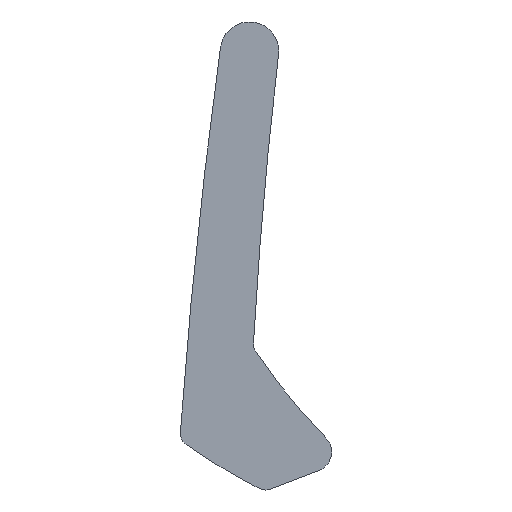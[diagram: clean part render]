
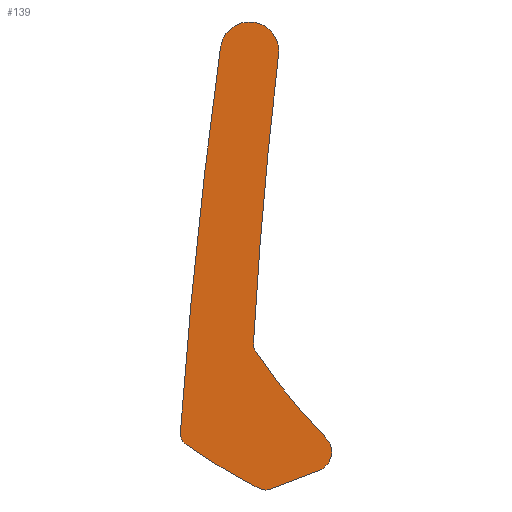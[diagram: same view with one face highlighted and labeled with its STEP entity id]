
A CAD part, left-side view. The second image highlights one B-rep face of the part: STEP entity #139.
In plain terms, the highlighted face is planar.
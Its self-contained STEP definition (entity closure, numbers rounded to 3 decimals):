
#1 = AXIS2_PLACEMENT_3D ( 'NONE', #233, #316, #193 ) ;
#11 = CARTESIAN_POINT ( 'NONE',  ( -198.3, 0., 6.501 ) ) ;
#15 = CARTESIAN_POINT ( 'NONE',  ( 18.539, 0., 2.499 ) ) ;
#19 = VERTEX_POINT ( 'NONE', #134 ) ;
#29 = EDGE_CURVE ( 'NONE', #94, #196, #259, .T. ) ;
#33 = CARTESIAN_POINT ( 'NONE',  ( -320., 0., 85. ) ) ;
#34 = AXIS2_PLACEMENT_3D ( 'NONE', #263, #522, #406 ) ;
#35 = CIRCLE ( 'NONE', #480, 300. ) ;
#38 = ORIENTED_EDGE ( 'NONE', *, *, #387, .F. ) ;
#41 = CIRCLE ( 'NONE', #175, 14.6 ) ;
#46 = VERTEX_POINT ( 'NONE', #15 ) ;
#52 = AXIS2_PLACEMENT_3D ( 'NONE', #33, #242, #283 ) ;
#53 = CIRCLE ( 'NONE', #415, 2400. ) ;
#72 = DIRECTION ( 'NONE',  ( 0., 0., 1. ) ) ;
#79 = EDGE_CURVE ( 'NONE', #196, #308, #108, .T. ) ;
#80 = DIRECTION ( 'NONE',  ( 0., 1., 0. ) ) ;
#91 = CARTESIAN_POINT ( 'NONE',  ( -9.901, 0., -42.482 ) ) ;
#94 = VERTEX_POINT ( 'NONE', #359 ) ;
#95 = CARTESIAN_POINT ( 'NONE',  ( -200., 0., -8. ) ) ;
#99 = CARTESIAN_POINT ( 'NONE',  ( -6.991, 0., 30.151 ) ) ;
#107 = CARTESIAN_POINT ( 'NONE',  ( -216.708, 0., 244.67 ) ) ;
#108 = CIRCLE ( 'NONE', #362, 3000. ) ;
#110 = ORIENTED_EDGE ( 'NONE', *, *, #309, .F. ) ;
#116 = FACE_OUTER_BOUND ( 'NONE', #288, .T. ) ;
#117 = ORIENTED_EDGE ( 'NONE', *, *, #312, .F. ) ;
#120 = DIRECTION ( 'NONE',  ( 0., 0., 1. ) ) ;
#121 = CIRCLE ( 'NONE', #425, 10. ) ;
#123 = DIRECTION ( 'NONE',  ( 0., 0., 1. ) ) ;
#125 = DIRECTION ( 'NONE',  ( 0., 0., 1. ) ) ;
#134 = CARTESIAN_POINT ( 'NONE',  ( 18.236, 0., -3.181 ) ) ;
#136 = CARTESIAN_POINT ( 'NONE',  ( -201.98, 0., -22.465 ) ) ;
#139 = ADVANCED_FACE ( 'NONE', ( #116 ), #455, .F. ) ;
#142 = VERTEX_POINT ( 'NONE', #388 ) ;
#147 = EDGE_CURVE ( 'NONE', #142, #250, #155, .T. ) ;
#153 = CIRCLE ( 'NONE', #274, 7. ) ;
#155 = CIRCLE ( 'NONE', #474, 7. ) ;
#160 = DIRECTION ( 'NONE',  ( 0., -1., 0. ) ) ;
#166 = ORIENTED_EDGE ( 'NONE', *, *, #147, .F. ) ;
#167 = DIRECTION ( 'NONE',  ( 0., 1., 0. ) ) ;
#175 = AXIS2_PLACEMENT_3D ( 'NONE', #95, #399, #214 ) ;
#176 = ORIENTED_EDGE ( 'NONE', *, *, #412, .F. ) ;
#179 = CARTESIAN_POINT ( 'NONE',  ( -249.004, 0., 133.138 ) ) ;
#187 = ORIENTED_EDGE ( 'NONE', *, *, #202, .F. ) ;
#193 = DIRECTION ( 'NONE',  ( 0., 0., 1. ) ) ;
#194 = DIRECTION ( 'NONE',  ( 0., 1., 0. ) ) ;
#196 = VERTEX_POINT ( 'NONE', #91 ) ;
#202 = EDGE_CURVE ( 'NONE', #479, #142, #53, .T. ) ;
#205 = CARTESIAN_POINT ( 'NONE',  ( 9.341, 0., 26.569 ) ) ;
#209 = CARTESIAN_POINT ( 'NONE',  ( 0., 0., 23. ) ) ;
#214 = DIRECTION ( 'NONE',  ( 0., 0., 1. ) ) ;
#222 = CARTESIAN_POINT ( 'NONE',  ( 81.075, 0., 2390.185 ) ) ;
#229 = CARTESIAN_POINT ( 'NONE',  ( -200., 0., 6.6 ) ) ;
#231 = DIRECTION ( 'NONE',  ( 0., 0., 1. ) ) ;
#233 = CARTESIAN_POINT ( 'NONE',  ( -9.4, 0., -35.5 ) ) ;
#242 = DIRECTION ( 'NONE',  ( 0., 1., 0. ) ) ;
#246 = AXIS2_PLACEMENT_3D ( 'NONE', #179, #529, #488 ) ;
#249 = ORIENTED_EDGE ( 'NONE', *, *, #271, .F. ) ;
#250 = VERTEX_POINT ( 'NONE', #338 ) ;
#259 = CIRCLE ( 'NONE', #1, 7. ) ;
#263 = CARTESIAN_POINT ( 'NONE',  ( -200., 0., -8. ) ) ;
#271 = EDGE_CURVE ( 'NONE', #298, #330, #121, .T. ) ;
#274 = AXIS2_PLACEMENT_3D ( 'NONE', #416, #519, #451 ) ;
#279 = CARTESIAN_POINT ( 'NONE',  ( 9.341, 0., 26.569 ) ) ;
#283 = DIRECTION ( 'NONE',  ( 0., 0., 1. ) ) ;
#288 = EDGE_LOOP ( 'NONE', ( #176, #166, #187, #490, #110, #394, #469, #449, #117, #38, #249, #462 ) ) ;
#298 = VERTEX_POINT ( 'NONE', #307 ) ;
#307 = CARTESIAN_POINT ( 'NONE',  ( 0., 0., 33. ) ) ;
#308 = VERTEX_POINT ( 'NONE', #136 ) ;
#309 = EDGE_CURVE ( 'NONE', #308, #525, #41, .T. ) ;
#312 = EDGE_CURVE ( 'NONE', #46, #19, #153, .T. ) ;
#316 = DIRECTION ( 'NONE',  ( 0., 1., 0. ) ) ;
#321 = CIRCLE ( 'NONE', #246, 300. ) ;
#322 = CARTESIAN_POINT ( 'NONE',  ( -54., 0., 1. ) ) ;
#327 = AXIS2_PLACEMENT_3D ( 'NONE', #444, #194, #231 ) ;
#330 = VERTEX_POINT ( 'NONE', #279 ) ;
#338 = CARTESIAN_POINT ( 'NONE',  ( -50.113, 0., -4.821 ) ) ;
#346 = CIRCLE ( 'NONE', #327, 10. ) ;
#354 = DIRECTION ( 'NONE',  ( 0., -1., 0. ) ) ;
#355 = EDGE_CURVE ( 'NONE', #525, #479, #495, .T. ) ;
#359 = CARTESIAN_POINT ( 'NONE',  ( -3.676, 0., -39.529 ) ) ;
#362 = AXIS2_PLACEMENT_3D ( 'NONE', #373, #167, #125 ) ;
#373 = CARTESIAN_POINT ( 'NONE',  ( 204.85, 0., 2949.822 ) ) ;
#387 = EDGE_CURVE ( 'NONE', #330, #46, #463, .T. ) ;
#388 = CARTESIAN_POINT ( 'NONE',  ( -54.395, 0., -5.989 ) ) ;
#394 = ORIENTED_EDGE ( 'NONE', *, *, #79, .F. ) ;
#398 = EDGE_CURVE ( 'NONE', #19, #94, #321, .T. ) ;
#399 = DIRECTION ( 'NONE',  ( 0., 1., 0. ) ) ;
#405 = DIRECTION ( 'NONE',  ( 0., 0., 1. ) ) ;
#406 = DIRECTION ( 'NONE',  ( 0., 0., 1. ) ) ;
#412 = EDGE_CURVE ( 'NONE', #250, #493, #35, .T. ) ;
#415 = AXIS2_PLACEMENT_3D ( 'NONE', #222, #354, #405 ) ;
#416 = CARTESIAN_POINT ( 'NONE',  ( 12., 0., 0. ) ) ;
#425 = AXIS2_PLACEMENT_3D ( 'NONE', #209, #80, #120 ) ;
#430 = DIRECTION ( 'NONE',  ( 0., -1., 0. ) ) ;
#444 = CARTESIAN_POINT ( 'NONE',  ( 0., 0., 23. ) ) ;
#449 = ORIENTED_EDGE ( 'NONE', *, *, #398, .F. ) ;
#451 = DIRECTION ( 'NONE',  ( 0., 0., 1. ) ) ;
#455 = PLANE ( 'NONE',  #52 ) ;
#462 = ORIENTED_EDGE ( 'NONE', *, *, #528, .F. ) ;
#463 = LINE ( 'NONE', #205, #514 ) ;
#469 = ORIENTED_EDGE ( 'NONE', *, *, #29, .F. ) ;
#474 = AXIS2_PLACEMENT_3D ( 'NONE', #322, #160, #123 ) ;
#476 = DIRECTION ( 'NONE',  ( 0.357, 0., -0.934 ) ) ;
#479 = VERTEX_POINT ( 'NONE', #11 ) ;
#480 = AXIS2_PLACEMENT_3D ( 'NONE', #107, #430, #72 ) ;
#488 = DIRECTION ( 'NONE',  ( 0., 0., 1. ) ) ;
#490 = ORIENTED_EDGE ( 'NONE', *, *, #355, .F. ) ;
#493 = VERTEX_POINT ( 'NONE', #99 ) ;
#495 = CIRCLE ( 'NONE', #34, 14.6 ) ;
#514 = VECTOR ( 'NONE', #476, 1000. ) ;
#519 = DIRECTION ( 'NONE',  ( 0., 1., 0. ) ) ;
#522 = DIRECTION ( 'NONE',  ( 0., 1., 0. ) ) ;
#525 = VERTEX_POINT ( 'NONE', #229 ) ;
#528 = EDGE_CURVE ( 'NONE', #493, #298, #346, .T. ) ;
#529 = DIRECTION ( 'NONE',  ( 0., 1., 0. ) ) ;
